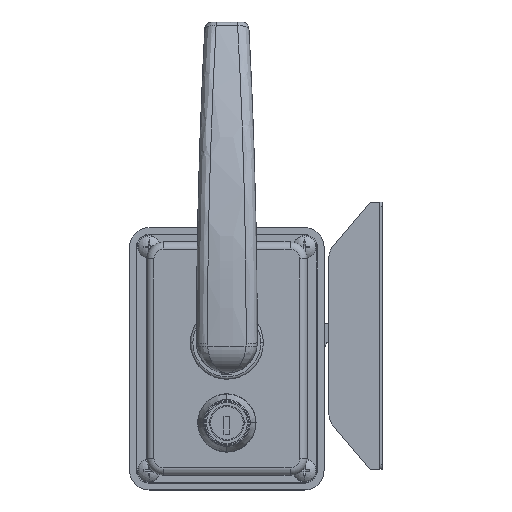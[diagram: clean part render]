
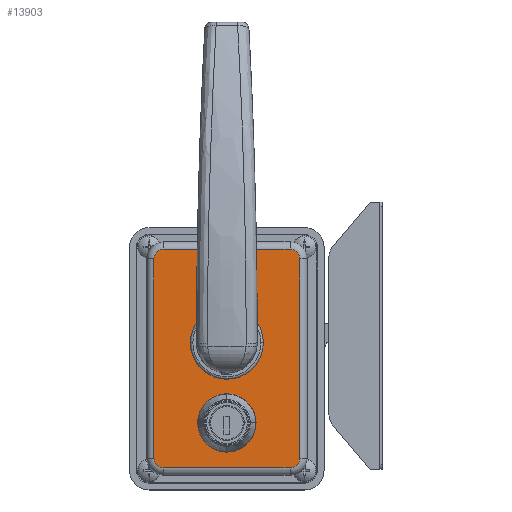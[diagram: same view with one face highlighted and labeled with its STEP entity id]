
A CAD part, top view. The second image highlights one B-rep face of the part: STEP entity #13903.
In plain terms, the highlighted face is planar.
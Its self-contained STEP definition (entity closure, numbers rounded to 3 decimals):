
#81 = CARTESIAN_POINT ( 'NONE',  ( -30., 34.5, 0. ) ) ;
#717 = AXIS2_PLACEMENT_3D ( 'NONE', #2792, #27853, #9854 ) ;
#718 = CARTESIAN_POINT ( 'NONE',  ( 15., 0., 0. ) ) ;
#1715 = AXIS2_PLACEMENT_3D ( 'NONE', #4219, #2025, #17378 ) ;
#1802 = VERTEX_POINT ( 'NONE', #23647 ) ;
#1873 = CARTESIAN_POINT ( 'NONE',  ( 26., 38.5, 0. ) ) ;
#2025 = DIRECTION ( 'NONE',  ( 0., 0., -1. ) ) ;
#2040 = DIRECTION ( 'NONE',  ( 0., 1., 0. ) ) ;
#2792 = CARTESIAN_POINT ( 'NONE',  ( 0., -33., 0. ) ) ;
#3060 = LINE ( 'NONE', #23791, #9130 ) ;
#3249 = AXIS2_PLACEMENT_3D ( 'NONE', #4130, #25120, #30356 ) ;
#3448 = CARTESIAN_POINT ( 'NONE',  ( 0., 0., 0. ) ) ;
#3656 = DIRECTION ( 'NONE',  ( 1., 0., 0. ) ) ;
#3672 = ORIENTED_EDGE ( 'NONE', *, *, #26787, .T. ) ;
#3734 = ORIENTED_EDGE ( 'NONE', *, *, #14381, .F. ) ;
#3831 = CARTESIAN_POINT ( 'NONE',  ( -15., 0., 0. ) ) ;
#4130 = CARTESIAN_POINT ( 'NONE',  ( 26., -47.5, 0. ) ) ;
#4219 = CARTESIAN_POINT ( 'NONE',  ( 0., -33., 0. ) ) ;
#4309 = CARTESIAN_POINT ( 'NONE',  ( 8., -27.877, 0. ) ) ;
#5796 = CIRCLE ( 'NONE', #18698, 4. ) ;
#5824 = ORIENTED_EDGE ( 'NONE', *, *, #20075, .F. ) ;
#6004 = EDGE_CURVE ( 'NONE', #18843, #28583, #14841, .T. ) ;
#6096 = ORIENTED_EDGE ( 'NONE', *, *, #28067, .F. ) ;
#6852 = CIRCLE ( 'NONE', #717, 9.5 ) ;
#7482 = VERTEX_POINT ( 'NONE', #31763 ) ;
#8086 = FACE_OUTER_BOUND ( 'NONE', #10936, .T. ) ;
#8892 = FACE_BOUND ( 'NONE', #15350, .T. ) ;
#9050 = ORIENTED_EDGE ( 'NONE', *, *, #17680, .T. ) ;
#9130 = VECTOR ( 'NONE', #31623, 1000. ) ;
#9147 = EDGE_CURVE ( 'NONE', #33712, #7482, #5796, .T. ) ;
#9184 = CARTESIAN_POINT ( 'NONE',  ( -26., -47.5, 0. ) ) ;
#9333 = ORIENTED_EDGE ( 'NONE', *, *, #25626, .F. ) ;
#9854 = DIRECTION ( 'NONE',  ( -1., 0., 0. ) ) ;
#10936 = EDGE_LOOP ( 'NONE', ( #11913, #12688, #12666, #15321, #3672, #9050, #27785, #13364 ) ) ;
#11131 = DIRECTION ( 'NONE',  ( 0., 0., -1. ) ) ;
#11660 = DIRECTION ( 'NONE',  ( 1., 0., 0. ) ) ;
#11760 = LINE ( 'NONE', #19019, #21548 ) ;
#11913 = ORIENTED_EDGE ( 'NONE', *, *, #23568, .T. ) ;
#12355 = CARTESIAN_POINT ( 'NONE',  ( -8., -27.877, 0. ) ) ;
#12666 = ORIENTED_EDGE ( 'NONE', *, *, #19854, .T. ) ;
#12688 = ORIENTED_EDGE ( 'NONE', *, *, #6004, .T. ) ;
#12691 = DIRECTION ( 'NONE',  ( 0., 1., 0. ) ) ;
#12974 = AXIS2_PLACEMENT_3D ( 'NONE', #3448, #11131, #23784 ) ;
#13301 = CARTESIAN_POINT ( 'NONE',  ( -8., -27.877, 0. ) ) ;
#13364 = ORIENTED_EDGE ( 'NONE', *, *, #9147, .T. ) ;
#13409 = LINE ( 'NONE', #1873, #14655 ) ;
#13860 = DIRECTION ( 'NONE',  ( 0., -1., 0. ) ) ;
#13903 = ADVANCED_FACE ( 'NONE', ( #8086, #15817, #8892 ), #24971, .F. ) ;
#13999 = VECTOR ( 'NONE', #2040, 1000. ) ;
#14047 = DIRECTION ( 'NONE',  ( 0., 0., -1. ) ) ;
#14381 = EDGE_CURVE ( 'NONE', #16296, #33021, #6852, .T. ) ;
#14609 = EDGE_LOOP ( 'NONE', ( #21877, #3734, #26901, #5824 ) ) ;
#14655 = VECTOR ( 'NONE', #33022, 1000. ) ;
#14723 = VECTOR ( 'NONE', #12691, 1000. ) ;
#14841 = CIRCLE ( 'NONE', #28814, 4. ) ;
#15163 = DIRECTION ( 'NONE',  ( 1., 0., 0. ) ) ;
#15185 = CIRCLE ( 'NONE', #3249, 4. ) ;
#15321 = ORIENTED_EDGE ( 'NONE', *, *, #21142, .T. ) ;
#15350 = EDGE_LOOP ( 'NONE', ( #9333, #6096 ) ) ;
#15370 = EDGE_CURVE ( 'NONE', #29925, #33712, #28159, .T. ) ;
#15817 = FACE_BOUND ( 'NONE', #14609, .T. ) ;
#16296 = VERTEX_POINT ( 'NONE', #13301 ) ;
#17378 = DIRECTION ( 'NONE',  ( -1., 0., 0. ) ) ;
#17643 = VERTEX_POINT ( 'NONE', #21734 ) ;
#17680 = EDGE_CURVE ( 'NONE', #17643, #29925, #26924, .T. ) ;
#18054 = CARTESIAN_POINT ( 'NONE',  ( 0., 0., 0. ) ) ;
#18182 = AXIS2_PLACEMENT_3D ( 'NONE', #18054, #22951, #30668 ) ;
#18207 = CARTESIAN_POINT ( 'NONE',  ( 8., -38.123, 0. ) ) ;
#18668 = CIRCLE ( 'NONE', #1715, 9.5 ) ;
#18698 = AXIS2_PLACEMENT_3D ( 'NONE', #21928, #32722, #11660 ) ;
#18843 = VERTEX_POINT ( 'NONE', #28281 ) ;
#19019 = CARTESIAN_POINT ( 'NONE',  ( 30., -47.5, 0. ) ) ;
#19854 = EDGE_CURVE ( 'NONE', #28583, #1802, #11760, .T. ) ;
#19960 = CARTESIAN_POINT ( 'NONE',  ( 26., -47.5, 0. ) ) ;
#19993 = DIRECTION ( 'NONE',  ( 1., 0., 0. ) ) ;
#20075 = EDGE_CURVE ( 'NONE', #25371, #27540, #18668, .T. ) ;
#20544 = DIRECTION ( 'NONE',  ( 0., 0., 1. ) ) ;
#20623 = VERTEX_POINT ( 'NONE', #3831 ) ;
#20958 = CARTESIAN_POINT ( 'NONE',  ( -30., -47.5, 0. ) ) ;
#21142 = EDGE_CURVE ( 'NONE', #1802, #32096, #15185, .T. ) ;
#21548 = VECTOR ( 'NONE', #13860, 1000. ) ;
#21734 = CARTESIAN_POINT ( 'NONE',  ( -26., -51.5, 0. ) ) ;
#21877 = ORIENTED_EDGE ( 'NONE', *, *, #31042, .F. ) ;
#21928 = CARTESIAN_POINT ( 'NONE',  ( -26., 34.5, 0. ) ) ;
#22951 = DIRECTION ( 'NONE',  ( 0., 0., -1. ) ) ;
#23415 = CARTESIAN_POINT ( 'NONE',  ( 30., 34.5, 0. ) ) ;
#23568 = EDGE_CURVE ( 'NONE', #7482, #18843, #13409, .T. ) ;
#23647 = CARTESIAN_POINT ( 'NONE',  ( 30., -47.5, 0. ) ) ;
#23784 = DIRECTION ( 'NONE',  ( 1., 0., 0. ) ) ;
#23791 = CARTESIAN_POINT ( 'NONE',  ( 26., -51.5, 0. ) ) ;
#24092 = CARTESIAN_POINT ( 'NONE',  ( 26., -51.5, 0. ) ) ;
#24129 = CIRCLE ( 'NONE', #12974, 15. ) ;
#24971 = PLANE ( 'NONE',  #32080 ) ;
#25120 = DIRECTION ( 'NONE',  ( 0., 0., -1. ) ) ;
#25371 = VERTEX_POINT ( 'NONE', #18207 ) ;
#25562 = VECTOR ( 'NONE', #32936, 1000. ) ;
#25626 = EDGE_CURVE ( 'NONE', #31791, #20623, #27870, .T. ) ;
#25636 = EDGE_CURVE ( 'NONE', #27540, #16296, #25858, .T. ) ;
#25858 = LINE ( 'NONE', #12355, #13999 ) ;
#26787 = EDGE_CURVE ( 'NONE', #32096, #17643, #3060, .T. ) ;
#26901 = ORIENTED_EDGE ( 'NONE', *, *, #25636, .F. ) ;
#26924 = CIRCLE ( 'NONE', #31259, 4. ) ;
#27372 = DIRECTION ( 'NONE',  ( 0., 0., -1. ) ) ;
#27525 = CARTESIAN_POINT ( 'NONE',  ( -8., -38.123, 0. ) ) ;
#27540 = VERTEX_POINT ( 'NONE', #27525 ) ;
#27785 = ORIENTED_EDGE ( 'NONE', *, *, #15370, .T. ) ;
#27853 = DIRECTION ( 'NONE',  ( 0., 0., -1. ) ) ;
#27870 = CIRCLE ( 'NONE', #18182, 15. ) ;
#28067 = EDGE_CURVE ( 'NONE', #20623, #31791, #24129, .T. ) ;
#28159 = LINE ( 'NONE', #28263, #14723 ) ;
#28263 = CARTESIAN_POINT ( 'NONE',  ( -30., -47.5, 0. ) ) ;
#28281 = CARTESIAN_POINT ( 'NONE',  ( 26., 38.5, 0. ) ) ;
#28583 = VERTEX_POINT ( 'NONE', #23415 ) ;
#28814 = AXIS2_PLACEMENT_3D ( 'NONE', #32375, #14047, #19993 ) ;
#29714 = CARTESIAN_POINT ( 'NONE',  ( 8., -27.877, 0. ) ) ;
#29925 = VERTEX_POINT ( 'NONE', #20958 ) ;
#30356 = DIRECTION ( 'NONE',  ( 1., 0., 0. ) ) ;
#30668 = DIRECTION ( 'NONE',  ( 1., 0., 0. ) ) ;
#31042 = EDGE_CURVE ( 'NONE', #33021, #25371, #33698, .T. ) ;
#31259 = AXIS2_PLACEMENT_3D ( 'NONE', #9184, #27372, #3656 ) ;
#31623 = DIRECTION ( 'NONE',  ( -1., 0., 0. ) ) ;
#31763 = CARTESIAN_POINT ( 'NONE',  ( -26., 38.5, 0. ) ) ;
#31791 = VERTEX_POINT ( 'NONE', #718 ) ;
#32080 = AXIS2_PLACEMENT_3D ( 'NONE', #19960, #20544, #15163 ) ;
#32096 = VERTEX_POINT ( 'NONE', #24092 ) ;
#32375 = CARTESIAN_POINT ( 'NONE',  ( 26., 34.5, 0. ) ) ;
#32722 = DIRECTION ( 'NONE',  ( 0., 0., -1. ) ) ;
#32936 = DIRECTION ( 'NONE',  ( 0., -1., 0. ) ) ;
#33021 = VERTEX_POINT ( 'NONE', #29714 ) ;
#33022 = DIRECTION ( 'NONE',  ( 1., 0., 0. ) ) ;
#33698 = LINE ( 'NONE', #4309, #25562 ) ;
#33712 = VERTEX_POINT ( 'NONE', #81 ) ;
